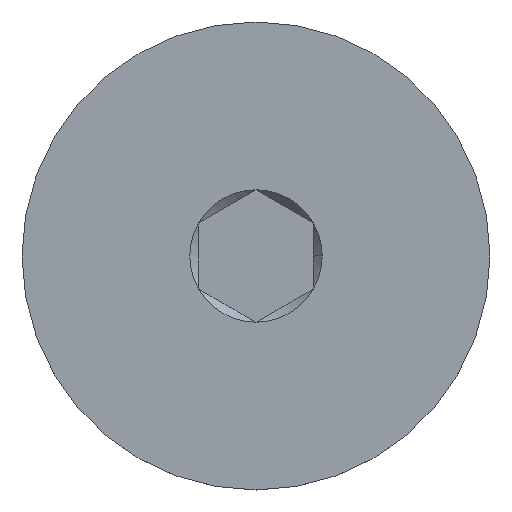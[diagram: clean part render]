
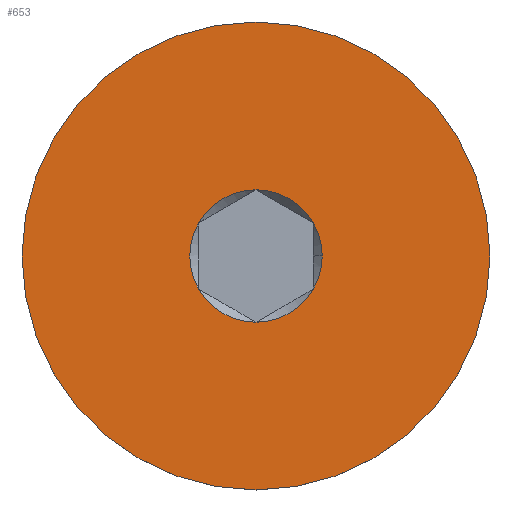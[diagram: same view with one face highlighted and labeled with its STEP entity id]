
A CAD part, top view. The second image highlights one B-rep face of the part: STEP entity #653.
In plain terms, the highlighted planar face has unit normal (0, 0, 1).
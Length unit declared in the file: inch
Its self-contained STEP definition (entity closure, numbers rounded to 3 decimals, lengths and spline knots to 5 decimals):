
#103 = AXIS2_PLACEMENT_3D ( 'NONE', #3103, #3127, #3132 ) ;
#118 = EDGE_CURVE ( 'NONE', #807, #820, #982, .T. ) ;
#126 = EDGE_CURVE ( 'NONE', #1242, #807, #1052, .T. ) ;
#127 = EDGE_CURVE ( 'NONE', #1309, #1215, #1142, .T. ) ;
#130 = EDGE_CURVE ( 'NONE', #791, #1499, #1502, .T. ) ;
#152 = EDGE_CURVE ( 'NONE', #1332, #1165, #1524, .T. ) ;
#161 = EDGE_CURVE ( 'NONE', #1165, #1242, #1185, .T. ) ;
#168 = AXIS2_PLACEMENT_3D ( 'NONE', #2466, #2286, #2306 ) ;
#181 = AXIS2_PLACEMENT_3D ( 'NONE', #2474, #2345, #2348 ) ;
#249 = AXIS2_PLACEMENT_3D ( 'NONE', #2337, #2335, #2334 ) ;
#253 = EDGE_CURVE ( 'NONE', #1499, #791, #889, .T. ) ;
#263 = EDGE_CURVE ( 'NONE', #1215, #1332, #884, .T. ) ;
#266 = AXIS2_PLACEMENT_3D ( 'NONE', #2223, #2220, #2219 ) ;
#271 = EDGE_CURVE ( 'NONE', #820, #1309, #878, .T. ) ;
#273 = AXIS2_PLACEMENT_3D ( 'NONE', #2278, #2290, #2266 ) ;
#274 = AXIS2_PLACEMENT_3D ( 'NONE', #2573, #2572, #2571 ) ;
#284 = AXIS2_PLACEMENT_3D ( 'NONE', #2287, #2283, #2284 ) ;
#293 = AXIS2_PLACEMENT_3D ( 'NONE', #2374, #2372, #2272 ) ;
#317 = AXIS2_PLACEMENT_3D ( 'NONE', #2315, #2321, #2317 ) ;
#437 = CARTESIAN_POINT ( 'NONE',  ( 0.03125, 0.01804, 0. ) ) ;
#488 = CARTESIAN_POINT ( 'NONE',  ( 0.03608, 0., 0. ) ) ;
#489 = CARTESIAN_POINT ( 'NONE',  ( -0.03125, 0.01804, 0. ) ) ;
#500 = CARTESIAN_POINT ( 'NONE',  ( 0., -0.03608, 0. ) ) ;
#505 = CARTESIAN_POINT ( 'NONE',  ( 0., 0.1275, 0. ) ) ;
#527 = CARTESIAN_POINT ( 'NONE',  ( 0., 0.03608, 0. ) ) ;
#543 = CARTESIAN_POINT ( 'NONE',  ( -0.03125, -0.01804, 0. ) ) ;
#559 = CARTESIAN_POINT ( 'NONE',  ( 0., -0.1275, 0. ) ) ;
#620 = CARTESIAN_POINT ( 'NONE',  ( 0.03125, -0.01804, 0. ) ) ;
#653 = ADVANCED_FACE ( 'NONE', ( #1047, #1041 ), #3142, .F. ) ;
#791 = VERTEX_POINT ( 'NONE', #505 ) ;
#807 = VERTEX_POINT ( 'NONE', #527 ) ;
#820 = VERTEX_POINT ( 'NONE', #489 ) ;
#826 = ORIENTED_EDGE ( 'NONE', *, *, #253, .T. ) ;
#878 = CIRCLE ( 'NONE', #266, 0.03608 ) ;
#884 = CIRCLE ( 'NONE', #273, 0.03608 ) ;
#889 = CIRCLE ( 'NONE', #274, 0.1275 ) ;
#982 = CIRCLE ( 'NONE', #317, 0.03608 ) ;
#1041 = FACE_OUTER_BOUND ( 'NONE', #1310, .T. ) ;
#1047 = FACE_BOUND ( 'NONE', #1350, .T. ) ;
#1052 = CIRCLE ( 'NONE', #293, 0.03608 ) ;
#1142 = CIRCLE ( 'NONE', #284, 0.03608 ) ;
#1165 = VERTEX_POINT ( 'NONE', #488 ) ;
#1185 = CIRCLE ( 'NONE', #168, 0.03608 ) ;
#1215 = VERTEX_POINT ( 'NONE', #500 ) ;
#1235 = ORIENTED_EDGE ( 'NONE', *, *, #118, .F. ) ;
#1242 = VERTEX_POINT ( 'NONE', #437 ) ;
#1309 = VERTEX_POINT ( 'NONE', #543 ) ;
#1310 = EDGE_LOOP ( 'NONE', ( #826, #1439 ) ) ;
#1322 = ORIENTED_EDGE ( 'NONE', *, *, #263, .F. ) ;
#1332 = VERTEX_POINT ( 'NONE', #620 ) ;
#1350 = EDGE_LOOP ( 'NONE', ( #1235, #1431, #1433, #1443, #1322, #1364, #1362 ) ) ;
#1362 = ORIENTED_EDGE ( 'NONE', *, *, #271, .F. ) ;
#1364 = ORIENTED_EDGE ( 'NONE', *, *, #127, .F. ) ;
#1431 = ORIENTED_EDGE ( 'NONE', *, *, #126, .F. ) ;
#1433 = ORIENTED_EDGE ( 'NONE', *, *, #161, .F. ) ;
#1439 = ORIENTED_EDGE ( 'NONE', *, *, #130, .T. ) ;
#1443 = ORIENTED_EDGE ( 'NONE', *, *, #152, .F. ) ;
#1499 = VERTEX_POINT ( 'NONE', #559 ) ;
#1502 = CIRCLE ( 'NONE', #249, 0.1275 ) ;
#1524 = CIRCLE ( 'NONE', #181, 0.03608 ) ;
#2219 = DIRECTION ( 'NONE',  ( 1., 0., 0. ) ) ;
#2220 = DIRECTION ( 'NONE',  ( 0., 0., 1. ) ) ;
#2223 = CARTESIAN_POINT ( 'NONE',  ( 0., 0., 0. ) ) ;
#2266 = DIRECTION ( 'NONE',  ( 1., 0., 0. ) ) ;
#2272 = DIRECTION ( 'NONE',  ( 1., 0., 0. ) ) ;
#2278 = CARTESIAN_POINT ( 'NONE',  ( 0., 0., 0. ) ) ;
#2283 = DIRECTION ( 'NONE',  ( 0., 0., 1. ) ) ;
#2284 = DIRECTION ( 'NONE',  ( 1., 0., 0. ) ) ;
#2286 = DIRECTION ( 'NONE',  ( 0., 0., 1. ) ) ;
#2287 = CARTESIAN_POINT ( 'NONE',  ( 0., 0., 0. ) ) ;
#2290 = DIRECTION ( 'NONE',  ( 0., 0., 1. ) ) ;
#2306 = DIRECTION ( 'NONE',  ( 1., 0., 0. ) ) ;
#2315 = CARTESIAN_POINT ( 'NONE',  ( 0., 0., 0. ) ) ;
#2317 = DIRECTION ( 'NONE',  ( 1., 0., 0. ) ) ;
#2321 = DIRECTION ( 'NONE',  ( 0., 0., 1. ) ) ;
#2334 = DIRECTION ( 'NONE',  ( 0., -1., 0. ) ) ;
#2335 = DIRECTION ( 'NONE',  ( 0., 0., 1. ) ) ;
#2337 = CARTESIAN_POINT ( 'NONE',  ( 0., 0., 0. ) ) ;
#2345 = DIRECTION ( 'NONE',  ( 0., 0., 1. ) ) ;
#2348 = DIRECTION ( 'NONE',  ( 1., 0., 0. ) ) ;
#2372 = DIRECTION ( 'NONE',  ( 0., 0., 1. ) ) ;
#2374 = CARTESIAN_POINT ( 'NONE',  ( 0., 0., 0. ) ) ;
#2466 = CARTESIAN_POINT ( 'NONE',  ( 0., 0., 0. ) ) ;
#2474 = CARTESIAN_POINT ( 'NONE',  ( 0., 0., 0. ) ) ;
#2571 = DIRECTION ( 'NONE',  ( 0., -1., 0. ) ) ;
#2572 = DIRECTION ( 'NONE',  ( 0., 0., 1. ) ) ;
#2573 = CARTESIAN_POINT ( 'NONE',  ( 0., 0., 0. ) ) ;
#3103 = CARTESIAN_POINT ( 'NONE',  ( 0., 0., 0. ) ) ;
#3127 = DIRECTION ( 'NONE',  ( 0., 0., -1. ) ) ;
#3132 = DIRECTION ( 'NONE',  ( 0., 1., 0. ) ) ;
#3142 = PLANE ( 'NONE',  #103 ) ;
